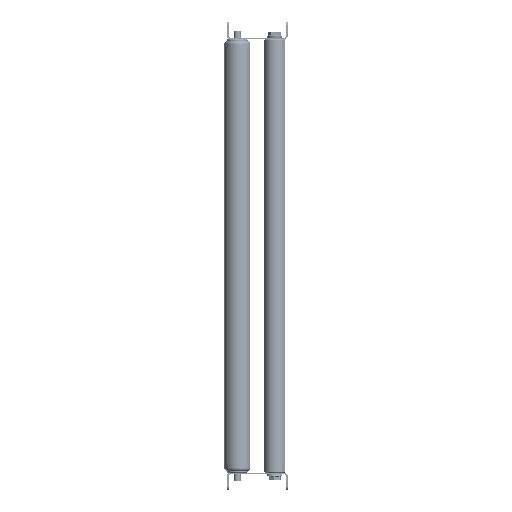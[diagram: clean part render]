
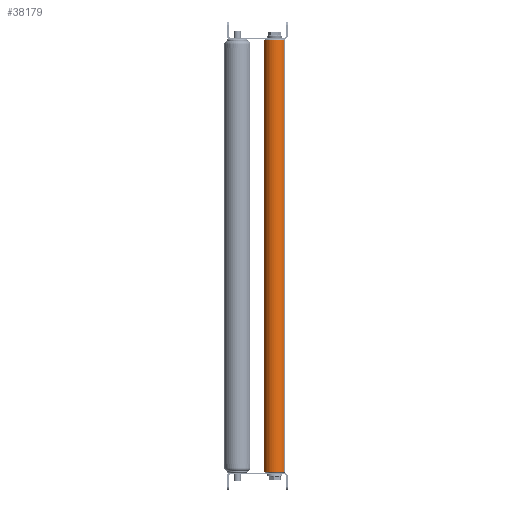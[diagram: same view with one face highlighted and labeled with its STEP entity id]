
A CAD part, left-side view. The second image highlights one B-rep face of the part: STEP entity #38179.
In plain terms, the highlighted cylindrical face has radius 12.5 mm (diameter 25 mm), a partial arc.
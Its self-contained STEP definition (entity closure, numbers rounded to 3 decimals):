
#1732 = CARTESIAN_POINT ( 'NONE',  ( 499., 0., -12.5 ) ) ;
#2063 = DIRECTION ( 'NONE',  ( 0., 0., 1. ) ) ;
#4208 = ORIENTED_EDGE ( 'NONE', *, *, #22719, .T. ) ;
#5684 = DIRECTION ( 'NONE',  ( 0., 0., -1. ) ) ;
#6686 = CARTESIAN_POINT ( 'NONE',  ( 1., 0., -12.5 ) ) ;
#8547 = CARTESIAN_POINT ( 'NONE',  ( 1., 0., 12.5 ) ) ;
#9518 = DIRECTION ( 'NONE',  ( 1., 0., 0. ) ) ;
#9521 = DIRECTION ( 'NONE',  ( -1., 0., 0. ) ) ;
#9744 = CYLINDRICAL_SURFACE ( 'NONE', #30657, 12.5 ) ;
#10132 = VECTOR ( 'NONE', #22623, 1000. ) ;
#10405 = DIRECTION ( 'NONE',  ( 0., 0., -1. ) ) ;
#10852 = CARTESIAN_POINT ( 'NONE',  ( 499., 0., 0. ) ) ;
#13003 = AXIS2_PLACEMENT_3D ( 'NONE', #40525, #9518, #5684 ) ;
#13978 = EDGE_CURVE ( 'NONE', #38959, #38403, #37728, .T. ) ;
#16329 = FACE_OUTER_BOUND ( 'NONE', #25609, .T. ) ;
#18759 = VECTOR ( 'NONE', #23783, 1000. ) ;
#20305 = VERTEX_POINT ( 'NONE', #8547 ) ;
#20622 = CARTESIAN_POINT ( 'NONE',  ( 500., 0., -12.5 ) ) ;
#21821 = ORIENTED_EDGE ( 'NONE', *, *, #23068, .F. ) ;
#22623 = DIRECTION ( 'NONE',  ( -1., 0., 0. ) ) ;
#22719 = EDGE_CURVE ( 'NONE', #38403, #29744, #30791, .T. ) ;
#23068 = EDGE_CURVE ( 'NONE', #38959, #20305, #26012, .T. ) ;
#23285 = CARTESIAN_POINT ( 'NONE',  ( 500., 0., 12.5 ) ) ;
#23783 = DIRECTION ( 'NONE',  ( -1., 0., 0. ) ) ;
#25609 = EDGE_LOOP ( 'NONE', ( #38982, #4208, #37274, #21821 ) ) ;
#26012 = LINE ( 'NONE', #23285, #10132 ) ;
#26039 = CARTESIAN_POINT ( 'NONE',  ( 500., 0., 0. ) ) ;
#27587 = DIRECTION ( 'NONE',  ( -1., 0., 0. ) ) ;
#27636 = EDGE_CURVE ( 'NONE', #29744, #20305, #36816, .T. ) ;
#28606 = CARTESIAN_POINT ( 'NONE',  ( 499., 0., 12.5 ) ) ;
#29744 = VERTEX_POINT ( 'NONE', #6686 ) ;
#29755 = AXIS2_PLACEMENT_3D ( 'NONE', #10852, #27587, #10405 ) ;
#30657 = AXIS2_PLACEMENT_3D ( 'NONE', #26039, #9521, #2063 ) ;
#30791 = LINE ( 'NONE', #20622, #18759 ) ;
#36816 = CIRCLE ( 'NONE', #13003, 12.5 ) ;
#37274 = ORIENTED_EDGE ( 'NONE', *, *, #27636, .T. ) ;
#37728 = CIRCLE ( 'NONE', #29755, 12.5 ) ;
#38179 = ADVANCED_FACE ( 'NONE', ( #16329 ), #9744, .T. ) ;
#38403 = VERTEX_POINT ( 'NONE', #1732 ) ;
#38959 = VERTEX_POINT ( 'NONE', #28606 ) ;
#38982 = ORIENTED_EDGE ( 'NONE', *, *, #13978, .T. ) ;
#40525 = CARTESIAN_POINT ( 'NONE',  ( 1., 0., 0. ) ) ;
